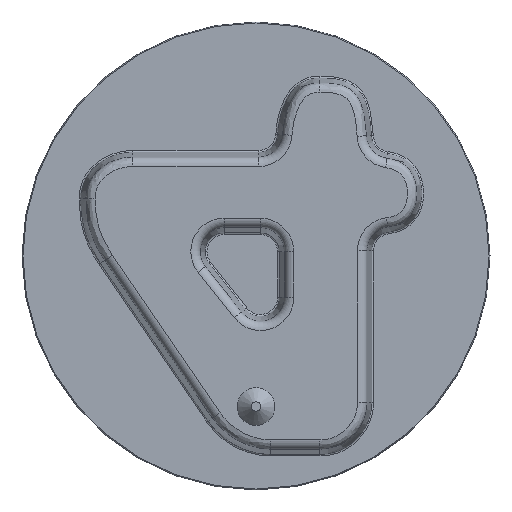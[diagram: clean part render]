
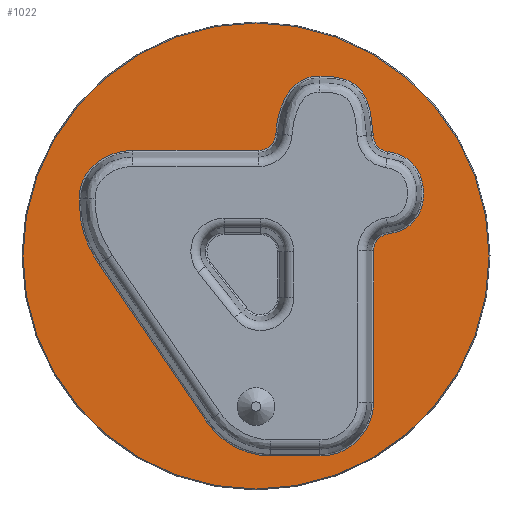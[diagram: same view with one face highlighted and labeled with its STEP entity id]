
A CAD part, top view. The second image highlights one B-rep face of the part: STEP entity #1022.
In plain terms, the highlighted planar face has unit normal (0, 0, 1).
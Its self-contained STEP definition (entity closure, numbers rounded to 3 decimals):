
#17=FACE_BOUND('',#203,.T.);
#26=PLANE('',#1146);
#132=FACE_OUTER_BOUND('',#202,.T.);
#202=EDGE_LOOP('',(#909));
#203=EDGE_LOOP('',(#910,#911,#912,#913,#914,#915,#916,#917,#918,#919,#920,
#921,#922,#923));
#260=CIRCLE('',#1124,1.832);
#265=CIRCLE('',#1130,1.832);
#269=CIRCLE('',#1135,1.832);
#274=CIRCLE('',#1147,24.75);
#314=LINE('',#2361,#364);
#316=LINE('',#2561,#366);
#317=LINE('',#2609,#367);
#318=LINE('',#2637,#368);
#364=VECTOR('',#1352,10.);
#366=VECTOR('',#1386,10.);
#367=VECTOR('',#1393,10.);
#368=VECTOR('',#1398,10.);
#400=B_SPLINE_CURVE_WITH_KNOTS('',3,(#2296,#2297,#2298,#2299,#2300,#2301),
 .UNSPECIFIED.,.F.,.F.,(4,1,1,4),(-0.739,-0.317,
-0.158,0.),.UNSPECIFIED.);
#402=B_SPLINE_CURVE_WITH_KNOTS('',3,(#2345,#2346,#2347,#2348,#2349,#2350),
 .UNSPECIFIED.,.F.,.F.,(4,1,1,4),(-0.855,-0.366,
-0.244,0.),.UNSPECIFIED.);
#404=B_SPLINE_CURVE_WITH_KNOTS('',3,(#2407,#2408,#2409,#2410,#2411,#2412,
#2413),.UNSPECIFIED.,.F.,.F.,(4,1,1,1,4),(-0.862,-0.739,
-0.616,-0.37,0.),.UNSPECIFIED.);
#406=B_SPLINE_CURVE_WITH_KNOTS('',3,(#2469,#2470,#2471,#2472,#2473,#2474,
#2475,#2476,#2477),.UNSPECIFIED.,.F.,.F.,(4,1,1,1,1,1,4),(-0.983,
-0.773,-0.702,-0.562,-0.421,
-0.14,0.),.UNSPECIFIED.);
#408=B_SPLINE_CURVE_WITH_KNOTS('',3,(#2544,#2545,#2546,#2547,#2548,#2549,
#2550,#2551,#2552,#2553),.UNSPECIFIED.,.F.,.F.,(4,1,1,1,1,1,1,4),(-1.27,
-1.089,-0.907,-0.726,-0.544,
-0.363,-0.181,0.),.UNSPECIFIED.);
#409=B_SPLINE_CURVE_WITH_KNOTS('',3,(#2599,#2600,#2601,#2602,#2603,#2604,
#2605),.UNSPECIFIED.,.F.,.F.,(4,1,1,1,4),(-0.895,-0.767,
-0.511,-0.256,0.),
 .UNSPECIFIED.);
#410=B_SPLINE_CURVE_WITH_KNOTS('',3,(#2632,#2633,#2634,#2635),
 .UNSPECIFIED.,.F.,.F.,(4,4),(-0.797,0.),.UNSPECIFIED.);
#474=VERTEX_POINT('',#2293);
#475=VERTEX_POINT('',#2295);
#477=VERTEX_POINT('',#2343);
#479=VERTEX_POINT('',#2359);
#481=VERTEX_POINT('',#2365);
#483=VERTEX_POINT('',#2405);
#485=VERTEX_POINT('',#2467);
#486=VERTEX_POINT('',#2488);
#487=VERTEX_POINT('',#2542);
#488=VERTEX_POINT('',#2555);
#489=VERTEX_POINT('',#2559);
#490=VERTEX_POINT('',#2597);
#491=VERTEX_POINT('',#2607);
#492=VERTEX_POINT('',#2630);
#493=VERTEX_POINT('',#2748);
#600=EDGE_CURVE('',#474,#475,#400,.T.);
#603=EDGE_CURVE('',#477,#474,#402,.T.);
#606=EDGE_CURVE('',#479,#477,#314,.T.);
#609=EDGE_CURVE('',#481,#479,#260,.T.);
#612=EDGE_CURVE('',#483,#481,#404,.T.);
#615=EDGE_CURVE('',#485,#483,#406,.T.);
#618=EDGE_CURVE('',#486,#485,#265,.T.);
#621=EDGE_CURVE('',#487,#486,#408,.T.);
#623=EDGE_CURVE('',#488,#487,#269,.T.);
#625=EDGE_CURVE('',#489,#488,#316,.T.);
#627=EDGE_CURVE('',#490,#489,#409,.T.);
#629=EDGE_CURVE('',#491,#490,#317,.T.);
#631=EDGE_CURVE('',#492,#491,#410,.T.);
#632=EDGE_CURVE('',#475,#492,#318,.T.);
#639=EDGE_CURVE('',#493,#493,#274,.T.);
#909=ORIENTED_EDGE('',*,*,#639,.F.);
#910=ORIENTED_EDGE('',*,*,#600,.F.);
#911=ORIENTED_EDGE('',*,*,#603,.F.);
#912=ORIENTED_EDGE('',*,*,#606,.F.);
#913=ORIENTED_EDGE('',*,*,#609,.F.);
#914=ORIENTED_EDGE('',*,*,#612,.F.);
#915=ORIENTED_EDGE('',*,*,#615,.F.);
#916=ORIENTED_EDGE('',*,*,#618,.F.);
#917=ORIENTED_EDGE('',*,*,#621,.F.);
#918=ORIENTED_EDGE('',*,*,#623,.F.);
#919=ORIENTED_EDGE('',*,*,#625,.F.);
#920=ORIENTED_EDGE('',*,*,#627,.F.);
#921=ORIENTED_EDGE('',*,*,#629,.F.);
#922=ORIENTED_EDGE('',*,*,#631,.F.);
#923=ORIENTED_EDGE('',*,*,#632,.F.);
#1022=ADVANCED_FACE('',(#132,#17),#26,.T.);
#1124=AXIS2_PLACEMENT_3D('',#2367,#1358,#1359);
#1130=AXIS2_PLACEMENT_3D('',#2490,#1370,#1371);
#1135=AXIS2_PLACEMENT_3D('',#2557,#1380,#1381);
#1146=AXIS2_PLACEMENT_3D('',#2747,#1411,#1412);
#1147=AXIS2_PLACEMENT_3D('',#2749,#1413,#1414);
#1352=DIRECTION('',(-1.,0.,0.));
#1358=DIRECTION('center_axis',(0.,0.,-1.));
#1359=DIRECTION('ref_axis',(0.685,-0.729,0.));
#1370=DIRECTION('center_axis',(0.,0.,-1.));
#1371=DIRECTION('ref_axis',(-0.739,-0.674,0.));
#1380=DIRECTION('center_axis',(0.,0.,-1.));
#1381=DIRECTION('ref_axis',(-0.752,0.659,0.));
#1386=DIRECTION('',(0.,1.,0.));
#1393=DIRECTION('',(1.,0.,0.));
#1398=DIRECTION('',(0.564,-0.826,0.));
#1411=DIRECTION('center_axis',(0.,0.,1.));
#1412=DIRECTION('ref_axis',(1.,0.,0.));
#1413=DIRECTION('center_axis',(0.,0.,-1.));
#1414=DIRECTION('ref_axis',(-1.,0.,0.));
#2293=CARTESIAN_POINT('',(-18.788,6.056,0.));
#2295=CARTESIAN_POINT('',(-16.66,-0.889,0.));
#2296=CARTESIAN_POINT('Ctrl Pts',(-18.788,6.056,0.));
#2297=CARTESIAN_POINT('Ctrl Pts',(-18.788,4.649,0.));
#2298=CARTESIAN_POINT('Ctrl Pts',(-18.54,2.699,0.));
#2299=CARTESIAN_POINT('Ctrl Pts',(-17.505,0.447,0.));
#2300=CARTESIAN_POINT('Ctrl Pts',(-16.955,-0.452,
0.));
#2301=CARTESIAN_POINT('Ctrl Pts',(-16.66,-0.889,
0.));
#2343=CARTESIAN_POINT('',(-13.095,11.209,0.));
#2345=CARTESIAN_POINT('Ctrl Pts',(-13.095,11.209,0.));
#2346=CARTESIAN_POINT('Ctrl Pts',(-14.724,11.209,0.));
#2347=CARTESIAN_POINT('Ctrl Pts',(-16.765,10.399,0.));
#2348=CARTESIAN_POINT('Ctrl Pts',(-18.502,8.096,0.));
#2349=CARTESIAN_POINT('Ctrl Pts',(-18.788,6.87,0.));
#2350=CARTESIAN_POINT('Ctrl Pts',(-18.788,6.056,0.));
#2359=CARTESIAN_POINT('',(0.274,11.209,0.));
#2361=CARTESIAN_POINT('',(0.137,11.209,0.));
#2365=CARTESIAN_POINT('',(2.102,12.927,0.));
#2367=CARTESIAN_POINT('Origin',(0.274,13.041,0.));
#2405=CARTESIAN_POINT('',(6.795,19.097,0.));
#2407=CARTESIAN_POINT('Ctrl Pts',(6.795,19.097,0.));
#2408=CARTESIAN_POINT('Ctrl Pts',(6.384,19.097,0.));
#2409=CARTESIAN_POINT('Ctrl Pts',(5.562,19.012,0.));
#2410=CARTESIAN_POINT('Ctrl Pts',(4.04,18.291,0.));
#2411=CARTESIAN_POINT('Ctrl Pts',(2.6,16.194,0.));
#2412=CARTESIAN_POINT('Ctrl Pts',(2.179,14.156,0.));
#2413=CARTESIAN_POINT('Ctrl Pts',(2.102,12.927,0.));
#2467=CARTESIAN_POINT('',(12.45,12.792,0.));
#2469=CARTESIAN_POINT('Ctrl Pts',(12.45,12.792,0.));
#2470=CARTESIAN_POINT('Ctrl Pts',(12.415,13.494,0.));
#2471=CARTESIAN_POINT('Ctrl Pts',(12.331,14.425,0.));
#2472=CARTESIAN_POINT('Ctrl Pts',(12.037,15.802,0.));
#2473=CARTESIAN_POINT('Ctrl Pts',(11.665,16.911,0.));
#2474=CARTESIAN_POINT('Ctrl Pts',(10.549,18.487,0.));
#2475=CARTESIAN_POINT('Ctrl Pts',(8.647,19.067,0.));
#2476=CARTESIAN_POINT('Ctrl Pts',(7.263,19.097,0.));
#2477=CARTESIAN_POINT('Ctrl Pts',(6.795,19.097,0.));
#2488=CARTESIAN_POINT('',(14.021,11.072,0.));
#2490=CARTESIAN_POINT('Origin',(14.28,12.886,0.));
#2542=CARTESIAN_POINT('',(14.079,2.358,0.));
#2544=CARTESIAN_POINT('Ctrl Pts',(14.079,2.358,0.));
#2545=CARTESIAN_POINT('Ctrl Pts',(14.678,2.437,0.));
#2546=CARTESIAN_POINT('Ctrl Pts',(15.874,2.756,0.));
#2547=CARTESIAN_POINT('Ctrl Pts',(17.245,4.037,0.));
#2548=CARTESIAN_POINT('Ctrl Pts',(17.837,5.798,0.));
#2549=CARTESIAN_POINT('Ctrl Pts',(17.81,7.627,0.));
#2550=CARTESIAN_POINT('Ctrl Pts',(17.177,9.373,0.));
#2551=CARTESIAN_POINT('Ctrl Pts',(15.809,10.65,0.));
#2552=CARTESIAN_POINT('Ctrl Pts',(14.619,10.986,0.));
#2553=CARTESIAN_POINT('Ctrl Pts',(14.021,11.072,0.));
#2555=CARTESIAN_POINT('',(12.486,0.541,0.));
#2557=CARTESIAN_POINT('Origin',(14.319,0.541,0.));
#2559=CARTESIAN_POINT('',(12.486,-15.546,0.));
#2561=CARTESIAN_POINT('',(12.486,-7.773,0.));
#2597=CARTESIAN_POINT('',(6.794,-21.239,0.));
#2599=CARTESIAN_POINT('Ctrl Pts',(6.794,-21.239,0.));
#2600=CARTESIAN_POINT('Ctrl Pts',(7.22,-21.239,0.));
#2601=CARTESIAN_POINT('Ctrl Pts',(8.505,-21.114,0.));
#2602=CARTESIAN_POINT('Ctrl Pts',(10.451,-20.137,0.));
#2603=CARTESIAN_POINT('Ctrl Pts',(12.104,-18.105,0.));
#2604=CARTESIAN_POINT('Ctrl Pts',(12.486,-16.398,0.));
#2605=CARTESIAN_POINT('Ctrl Pts',(12.486,-15.546,0.));
#2607=CARTESIAN_POINT('',(1.545,-21.239,0.));
#2609=CARTESIAN_POINT('',(0.773,-21.239,0.));
#2630=CARTESIAN_POINT('',(-5.223,-17.63,0.));
#2632=CARTESIAN_POINT('Ctrl Pts',(-5.223,-17.63,0.));
#2633=CARTESIAN_POINT('Ctrl Pts',(-3.725,-19.823,0.));
#2634=CARTESIAN_POINT('Ctrl Pts',(-1.11,-21.239,0.));
#2635=CARTESIAN_POINT('Ctrl Pts',(1.545,-21.239,0.));
#2637=CARTESIAN_POINT('',(-14.216,-4.466,0.));
#2747=CARTESIAN_POINT('Origin',(0.,0.,0.));
#2748=CARTESIAN_POINT('',(24.75,0.,0.));
#2749=CARTESIAN_POINT('Origin',(0.,0.,0.));
